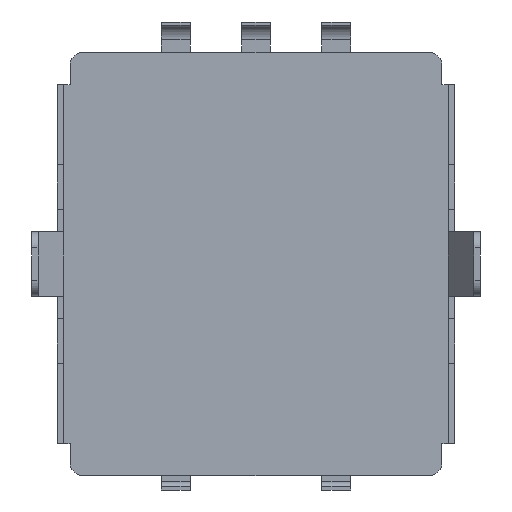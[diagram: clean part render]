
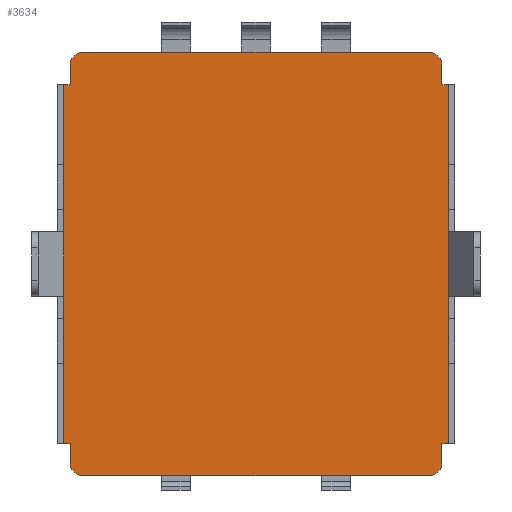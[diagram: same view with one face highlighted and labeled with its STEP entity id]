
A CAD part, front view. The second image highlights one B-rep face of the part: STEP entity #3634.
In plain terms, the highlighted planar face has unit normal (0, -1, 0).
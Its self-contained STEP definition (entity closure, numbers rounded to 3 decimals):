
#2671=CARTESIAN_POINT('',(5.4,0.,6.2));
#2672=DIRECTION('',(0.,-1.,0.));
#2673=DIRECTION('',(1.,0.,0.));
#2674=AXIS2_PLACEMENT_3D('',#2671,#2672,#2673);
#2676=DIRECTION('',(0.,0.,-1.));
#2677=VECTOR('',#2676,0.6);
#2678=CARTESIAN_POINT('',(5.8,0.,6.2));
#2679=LINE('',#2678,#2677);
#2680=DIRECTION('',(-1.,0.,0.));
#2681=VECTOR('',#2680,0.2);
#2682=CARTESIAN_POINT('',(6.,0.,5.6));
#2683=LINE('',#2682,#2681);
#2684=DIRECTION('',(0.,0.,-1.));
#2685=VECTOR('',#2684,11.2);
#2686=CARTESIAN_POINT('',(6.,0.,5.6));
#2687=LINE('',#2686,#2685);
#2688=DIRECTION('',(-1.,0.,0.));
#2689=VECTOR('',#2688,0.2);
#2690=CARTESIAN_POINT('',(6.,0.,-5.6));
#2691=LINE('',#2690,#2689);
#2692=DIRECTION('',(0.,0.,1.));
#2693=VECTOR('',#2692,0.6);
#2694=CARTESIAN_POINT('',(5.8,0.,-6.2));
#2695=LINE('',#2694,#2693);
#2696=CARTESIAN_POINT('',(5.4,0.,-6.2));
#2697=DIRECTION('',(0.,-1.,0.));
#2698=DIRECTION('',(0.,0.,-1.));
#2699=AXIS2_PLACEMENT_3D('',#2696,#2697,#2698);
#2701=DIRECTION('',(-1.,0.,0.));
#2702=VECTOR('',#2701,10.8);
#2703=CARTESIAN_POINT('',(5.4,0.,-6.6));
#2704=LINE('',#2703,#2702);
#2705=CARTESIAN_POINT('',(-5.4,0.,-6.2));
#2706=DIRECTION('',(0.,-1.,0.));
#2707=DIRECTION('',(-1.,0.,0.));
#2708=AXIS2_PLACEMENT_3D('',#2705,#2706,#2707);
#2710=DIRECTION('',(0.,0.,1.));
#2711=VECTOR('',#2710,0.6);
#2712=CARTESIAN_POINT('',(-5.8,0.,-6.2));
#2713=LINE('',#2712,#2711);
#2714=DIRECTION('',(1.,0.,0.));
#2715=VECTOR('',#2714,0.2);
#2716=CARTESIAN_POINT('',(-6.,0.,-5.6));
#2717=LINE('',#2716,#2715);
#2718=DIRECTION('',(0.,0.,1.));
#2719=VECTOR('',#2718,11.2);
#2720=CARTESIAN_POINT('',(-6.,0.,-5.6));
#2721=LINE('',#2720,#2719);
#2722=DIRECTION('',(1.,0.,0.));
#2723=VECTOR('',#2722,0.2);
#2724=CARTESIAN_POINT('',(-6.,0.,5.6));
#2725=LINE('',#2724,#2723);
#2726=DIRECTION('',(0.,0.,-1.));
#2727=VECTOR('',#2726,0.6);
#2728=CARTESIAN_POINT('',(-5.8,0.,6.2));
#2729=LINE('',#2728,#2727);
#2730=CARTESIAN_POINT('',(-5.4,0.,6.2));
#2731=DIRECTION('',(0.,-1.,0.));
#2732=DIRECTION('',(0.,0.,1.));
#2733=AXIS2_PLACEMENT_3D('',#2730,#2731,#2732);
#2735=DIRECTION('',(1.,0.,0.));
#2736=VECTOR('',#2735,10.8);
#2737=CARTESIAN_POINT('',(-5.4,0.,6.6));
#2738=LINE('',#2737,#2736);
#3371=CARTESIAN_POINT('',(6.,0.,-5.6));
#3372=CARTESIAN_POINT('',(5.8,0.,-5.6));
#3373=VERTEX_POINT('',#3371);
#3374=VERTEX_POINT('',#3372);
#3375=CARTESIAN_POINT('',(-6.,0.,-5.6));
#3376=CARTESIAN_POINT('',(-5.8,0.,-5.6));
#3377=VERTEX_POINT('',#3375);
#3378=VERTEX_POINT('',#3376);
#3379=CARTESIAN_POINT('',(6.,0.,5.6));
#3380=CARTESIAN_POINT('',(5.8,0.,5.6));
#3381=VERTEX_POINT('',#3379);
#3382=VERTEX_POINT('',#3380);
#3383=CARTESIAN_POINT('',(-6.,0.,5.6));
#3384=CARTESIAN_POINT('',(-5.8,0.,5.6));
#3385=VERTEX_POINT('',#3383);
#3386=VERTEX_POINT('',#3384);
#3407=CARTESIAN_POINT('',(5.8,0.,6.2));
#3408=VERTEX_POINT('',#3407);
#3409=CARTESIAN_POINT('',(5.4,0.,6.6));
#3410=VERTEX_POINT('',#3409);
#3411=CARTESIAN_POINT('',(5.4,0.,-6.6));
#3412=CARTESIAN_POINT('',(5.8,0.,-6.2));
#3413=VERTEX_POINT('',#3411);
#3414=VERTEX_POINT('',#3412);
#3423=CARTESIAN_POINT('',(-5.8,0.,-6.2));
#3424=VERTEX_POINT('',#3423);
#3425=CARTESIAN_POINT('',(-5.4,0.,-6.6));
#3426=VERTEX_POINT('',#3425);
#3427=CARTESIAN_POINT('',(-5.4,0.,6.6));
#3428=CARTESIAN_POINT('',(-5.8,0.,6.2));
#3429=VERTEX_POINT('',#3427);
#3430=VERTEX_POINT('',#3428);
#3595=CARTESIAN_POINT('',(0.,0.,0.));
#3596=DIRECTION('',(0.,1.,0.));
#3597=DIRECTION('',(1.,0.,0.));
#3598=AXIS2_PLACEMENT_3D('',#3595,#3596,#3597);
#3599=PLANE('',#3598);
#3601=ORIENTED_EDGE('',*,*,#3600,.F.);
#3603=ORIENTED_EDGE('',*,*,#3602,.T.);
#3605=ORIENTED_EDGE('',*,*,#3604,.F.);
#3607=ORIENTED_EDGE('',*,*,#3606,.T.);
#3609=ORIENTED_EDGE('',*,*,#3608,.T.);
#3611=ORIENTED_EDGE('',*,*,#3610,.F.);
#3613=ORIENTED_EDGE('',*,*,#3612,.F.);
#3615=ORIENTED_EDGE('',*,*,#3614,.T.);
#3617=ORIENTED_EDGE('',*,*,#3616,.F.);
#3619=ORIENTED_EDGE('',*,*,#3618,.T.);
#3621=ORIENTED_EDGE('',*,*,#3620,.F.);
#3623=ORIENTED_EDGE('',*,*,#3622,.T.);
#3625=ORIENTED_EDGE('',*,*,#3624,.T.);
#3627=ORIENTED_EDGE('',*,*,#3626,.F.);
#3629=ORIENTED_EDGE('',*,*,#3628,.F.);
#3631=ORIENTED_EDGE('',*,*,#3630,.T.);
#3632=EDGE_LOOP('',(#3601,#3603,#3605,#3607,#3609,#3611,#3613,#3615,#3617,#3619,
#3621,#3623,#3625,#3627,#3629,#3631));
#3633=FACE_OUTER_BOUND('',#3632,.F.);
#3634=ADVANCED_FACE('',(#3633),#3599,.F.);
#2675=CIRCLE('',#2674,0.4);
#2700=CIRCLE('',#2699,0.4);
#2709=CIRCLE('',#2708,0.4);
#2734=CIRCLE('',#2733,0.4);
#3600=EDGE_CURVE('',#3408,#3410,#2675,.T.);
#3602=EDGE_CURVE('',#3408,#3382,#2679,.T.);
#3604=EDGE_CURVE('',#3381,#3382,#2683,.T.);
#3606=EDGE_CURVE('',#3381,#3373,#2687,.T.);
#3608=EDGE_CURVE('',#3373,#3374,#2691,.T.);
#3610=EDGE_CURVE('',#3414,#3374,#2695,.T.);
#3612=EDGE_CURVE('',#3413,#3414,#2700,.T.);
#3614=EDGE_CURVE('',#3413,#3426,#2704,.T.);
#3616=EDGE_CURVE('',#3424,#3426,#2709,.T.);
#3618=EDGE_CURVE('',#3424,#3378,#2713,.T.);
#3620=EDGE_CURVE('',#3377,#3378,#2717,.T.);
#3622=EDGE_CURVE('',#3377,#3385,#2721,.T.);
#3624=EDGE_CURVE('',#3385,#3386,#2725,.T.);
#3626=EDGE_CURVE('',#3430,#3386,#2729,.T.);
#3628=EDGE_CURVE('',#3429,#3430,#2734,.T.);
#3630=EDGE_CURVE('',#3429,#3410,#2738,.T.);
